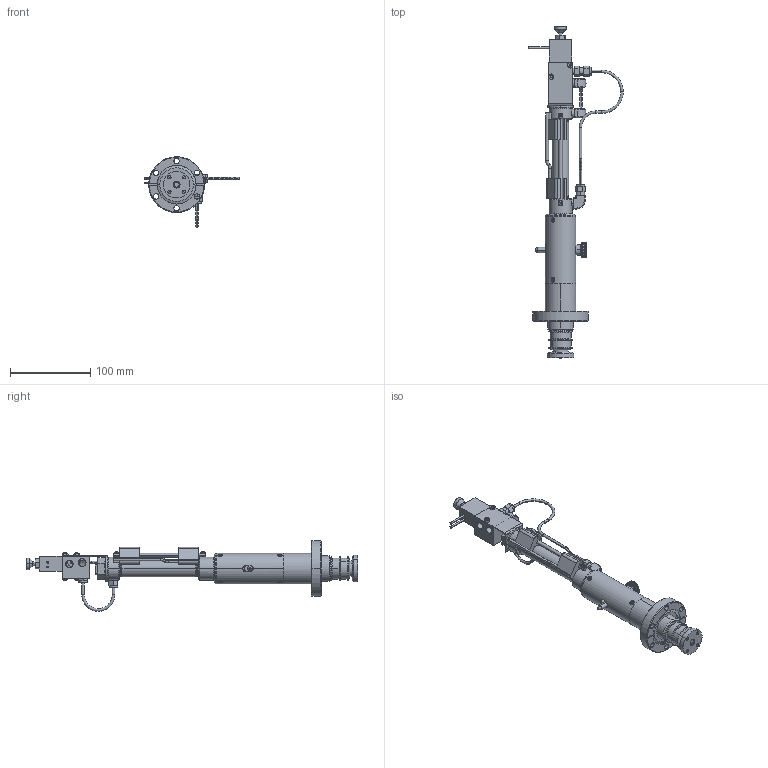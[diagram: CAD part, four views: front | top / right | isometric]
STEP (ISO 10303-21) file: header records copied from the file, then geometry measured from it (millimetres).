
FILE_DESCRIPTION (( 'STEP AP214' ), '1' );
FILE_NAME ('SN103381-01, FLMP-275-50-2_ACV-24_MRS.STEP', '2017-02-06T23:20:02', ( 'My Thermionics' ), ( '' ), 'SwSTEP 2.0', 'SolidWorks 2010', '' );
FILE_SCHEMA (( 'AUTOMOTIVE_DESIGN' ));
Length unit declared in the file: inch
Products named in the file (1): SN103381-01, FLMP-275-50-2_ACV-24_MRS
Bounding box: 117.54 x 412.95 x 87.76 mm (x, y, z)
Surface area: 89631.1 mm2 (no closed solid volume)
Topology: 0 solids, 49 shells, 670 faces, 2036 edges, 1388 vertices
Faces by surface type: plane 317, cylinder 217, cone 106, torus 26, sphere 4
Entity records: 33373 total; most frequent: CARTESIAN_POINT 6630, DIRECTION 3786, ORIENTED_EDGE 3486, EDGE_CURVE 2030, AXIS2_PLACEMENT_3D 1430, VERTEX_POINT 1388, LINE 926, VECTOR 926
